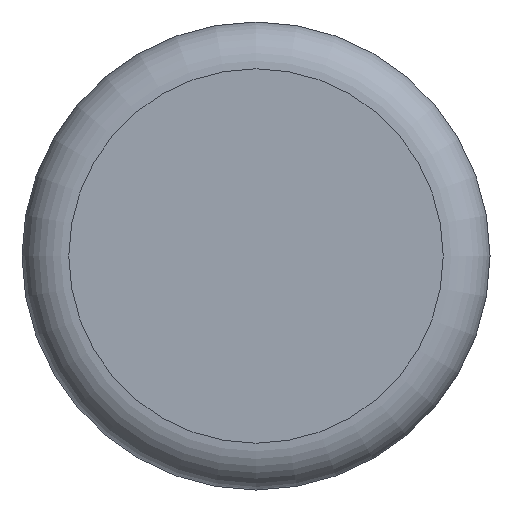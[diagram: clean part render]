
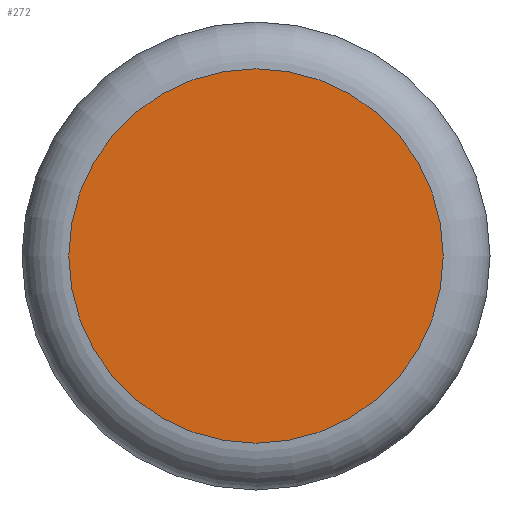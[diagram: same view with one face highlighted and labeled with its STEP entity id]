
A CAD part, front view. The second image highlights one B-rep face of the part: STEP entity #272.
In plain terms, the highlighted planar face has unit normal (0, -1, 0).
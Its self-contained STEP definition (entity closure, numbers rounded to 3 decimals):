
#216=CARTESIAN_POINT('',(-1.2,0.0,0.0));
#217=VERTEX_POINT('',#216);
#218=CARTESIAN_POINT('',(0.0,0.0,0.0));
#219=DIRECTION('',(0.0,1.0,0.0));
#220=DIRECTION('',(1.0,0.0,0.0));
#221=AXIS2_PLACEMENT_3D('',#218,#219,#220);
#222=CIRCLE('',#221,1.2);
#223=EDGE_CURVE('no 198',#217,#217,#222,.T.);
#264=ORIENTED_EDGE('no 197',*,*,#223,.F.);
#265=EDGE_LOOP('',(#264));
#266=FACE_OUTER_BOUND('',#265,.T.);
#267=CARTESIAN_POINT('',(0.0,0.0,0.0));
#268=DIRECTION('',(0.0,1.0,0.0));
#269=DIRECTION('',(0.0,0.0,1.0));
#270=AXIS2_PLACEMENT_3D('',#267,#268,#269);
#271=PLANE('',#270);
#272=ADVANCED_FACE('no 175',(#266),#271,.F.);
